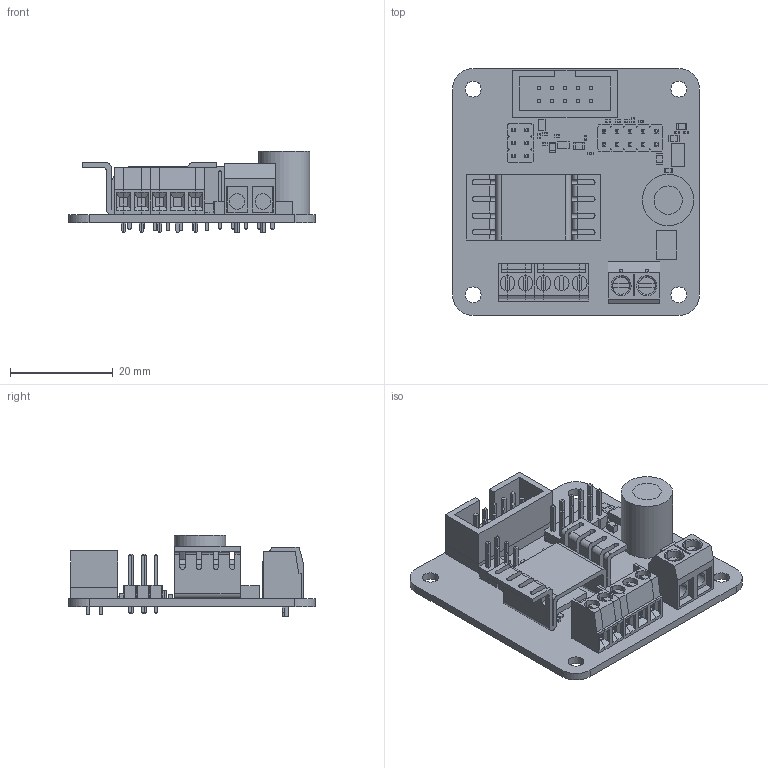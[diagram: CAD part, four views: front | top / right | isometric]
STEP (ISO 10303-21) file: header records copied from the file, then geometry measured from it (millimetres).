
FILE_DESCRIPTION(('Open CASCADE Model'),'2;1');
FILE_NAME('Open CASCADE Shape Model','2022-01-06T20:12:29',('Author'),( 'Open CASCADE'),'Open CASCADE STEP processor 6.8','Open CASCADE 6.8' ,'Unknown');
FILE_SCHEMA(('AUTOMOTIVE_DESIGN { 1 0 10303 214 1 1 1 1 }'));
Length unit declared in the file: millimetre
Products named in the file (113): PCB; Board; Open CASCADE STEP translator 6.8 2.1.1; R14; 6517036480; Extruded; 6517032480; HS; Conn_Aavid_Thermalloy_573300D00010G_eec; MOT1; 691243110005; 691243110002; CPA3.5_DX; CPA3.5_SX; 691243110003; T2; 6543076208; T1; 7416273520; R12; R11; R10; 6517036720; R8; R7; R6; R4; R3; R2; R1; MS; 61300621121; 6130xx21121_PIN; Imot; 61301021121; IC1; 6543076608; C7; 6517034880; 6543081328 ...
Assembly tree (192 placements, depth 5):
  PCB
    Board
      Open CASCADE STEP translator 6.8 2.1.1
    R14
      6517036480
        Extruded
      6517032480  x2
        Extruded
    HS
      Conn_Aavid_Thermalloy_573300D00010G_eec
    MOT1
      691243110005
        691243110002
          CPA3.5_DX
          691243110002
          CPA3.5_SX
        691243110003
          CPA3.5_DX
          691243110003
          CPA3.5_SX
    T2
      6543076208
        Extruded
    T1
      7416273520
        Extruded
    R12
      6517032480  x2
        Extruded
      6517036480
        Extruded
    R11
      6517032480  x2
        Extruded
      6517036480
        Extruded
    R10
      6517036720  x2
        Extruded
      6517036480
        Extruded
    R8
      6517036480
        Extruded
      6517036720  x2
        Extruded
    R7
      6517032480  x2
        Extruded
      6517036480
        Extruded
    R6
      6517036720  x2
        Extruded
      6517036480
        Extruded
    R4
      6517032480  x2
        Extruded
      6517036480
Bounding box: 48 x 48 x 15.81 mm (x, y, z)
Volume: 7992.4 mm3; surface area: 13109.5 mm2
Topology: 120 solids, 120 shells, 1452 faces, 3501 edges, 2282 vertices
Faces by surface type: plane 1318, cylinder 122, bspline 12
Full cylindrical faces by diameter (mm): 0.9 x2, 1 x10, 1.1 x21, 1.3 x2, 2.9 x1, 3.1 x4, 5.5 x1, 10 x1
Entity records: 32377 total; most frequent: CARTESIAN_POINT 4635, DIRECTION 4262, ORIENTED_EDGE 4178, EDGE_CURVE 2089, LINE 1812, VECTOR 1812, VERTEX_POINT 1380, AXIS2_PLACEMENT_3D 1225
